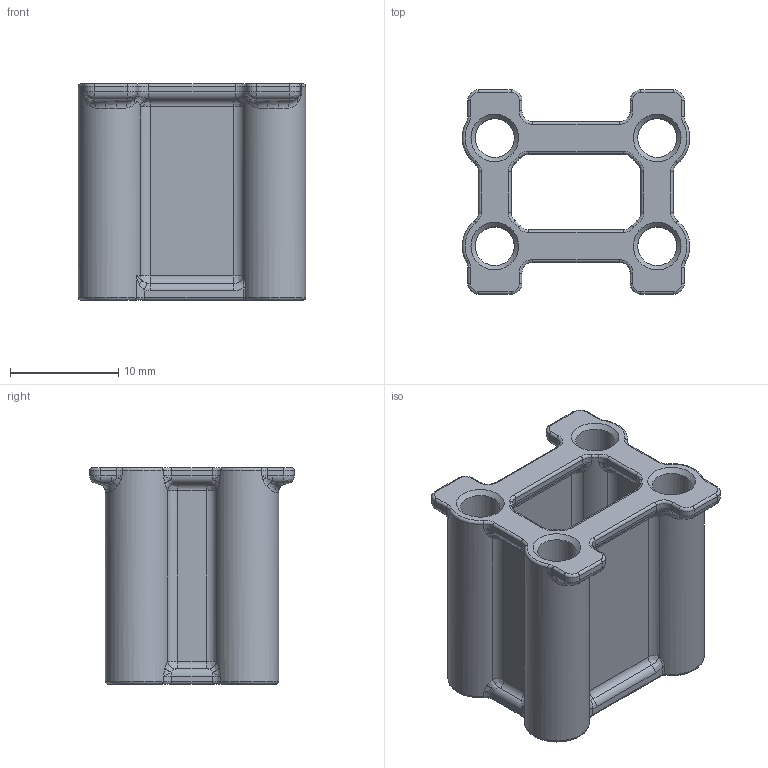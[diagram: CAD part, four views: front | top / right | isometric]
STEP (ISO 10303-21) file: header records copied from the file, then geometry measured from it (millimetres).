
FILE_DESCRIPTION(/* description */ (''),/* implementation_level */ '2;1');
FILE_NAME(/* name */ 'MP_DooKi3_SLM_Y_Spacer_x2.step',/* time_stamp */ '2024-07-26T14:14:32-04:00',/* author */ (''),/* organization */ (''),/* preprocessor_version */ 'ST-DEVELOPER v20',/* originating_system */ 'Autodesk Translation Framework v13.14.0.145',/* authorisation */ '');
FILE_SCHEMA (('AUTOMOTIVE_DESIGN { 1 0 10303 214 3 1 1 }'));
Length unit declared in the file: millimetre
Products named in the file (1): MP_DooKi3_SLM_Y_Spacer_V2
Bounding box: 21 x 18.9 x 20 mm (x, y, z)
Volume: 2286.9 mm3; surface area: 3568.3 mm2
Topology: 1 solids, 1 shells, 483 faces, 1140 edges, 627 vertices
Faces by surface type: cylinder 174, bspline 152, torus 103, plane 46, cone 8
Full cylindrical faces by diameter (mm): 3.6 x4
Entity records: 17259 total; most frequent: CARTESIAN_POINT 7040, ORIENTED_EDGE 2216, DIRECTION 2018, EDGE_CURVE 1108, AXIS2_PLACEMENT_3D 862, VERTEX_POINT 627, CIRCLE 530, EDGE_LOOP 493
